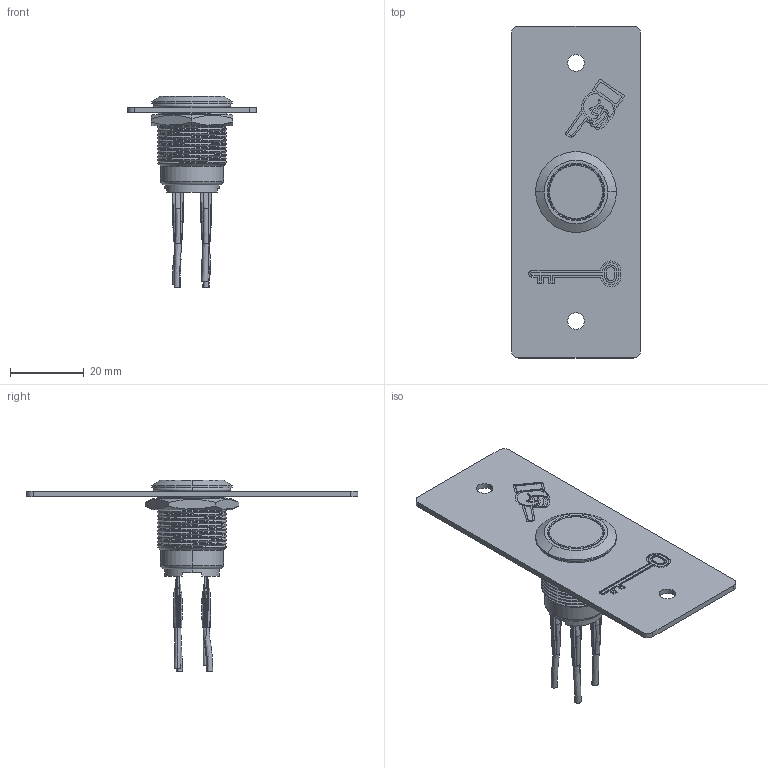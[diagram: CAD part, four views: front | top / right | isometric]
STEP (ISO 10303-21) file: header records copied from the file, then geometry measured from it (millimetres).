
FILE_DESCRIPTION (( 'STEP AP214' ), '1' );
FILE_NAME ('PB19NONC4FSSI.STEP', '2021-08-02T06:50:41', ( '' ), ( '' ), 'SwSTEP 2.0', 'SolidWorks 2020', '' );
FILE_SCHEMA (( 'AUTOMOTIVE_DESIGN' ));
Length unit declared in the file: millimetre
Products named in the file (7): PB19_PB19NO NC_4FS; BP-BOUTON POUSSOIR INOX_PB19NO NC; BP-JOINT_COMPRESSE; PB19NONC4FSSI; FILS^PB19_4 FILS; BP-FACADE MODIF_NOUVEAU MARQUAGE CLE; BP-ECROU
Assembly tree (6 placements, depth 3):
  PB19NONC4FSSI
    BP-FACADE MODIF_NOUVEAU MARQUAGE CLE
    PB19_PB19NO NC_4FS
      BP-BOUTON POUSSOIR INOX_PB19NO NC
      BP-ECROU
      BP-JOINT_COMPRESSE
      FILS^PB19_4 FILS
Bounding box: 35 x 90 x 51.89 mm (x, y, z)
Volume: 11593 mm3; surface area: 11581.6 mm2
Topology: 12 solids, 12 shells, 418 faces, 1105 edges, 734 vertices
Faces by surface type: cylinder 146, plane 136, bspline 116, torus 12, cone 8
Entity records: 36427 total; most frequent: CARTESIAN_POINT 24331, ORIENTED_EDGE 2206, DIRECTION 1805, EDGE_CURVE 1103, VERTEX_POINT 730, AXIS2_PLACEMENT_3D 672, EDGE_LOOP 465, VECTOR 461
